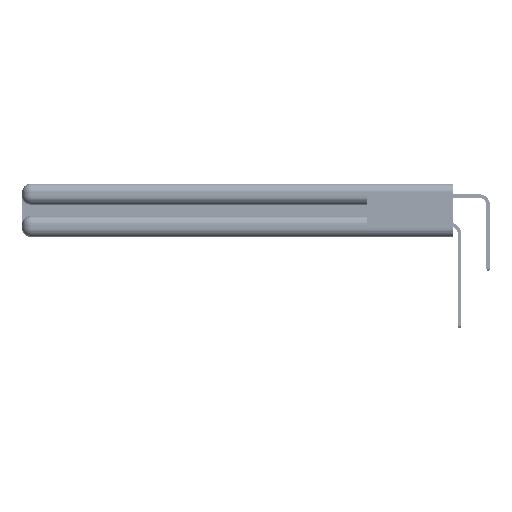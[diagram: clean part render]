
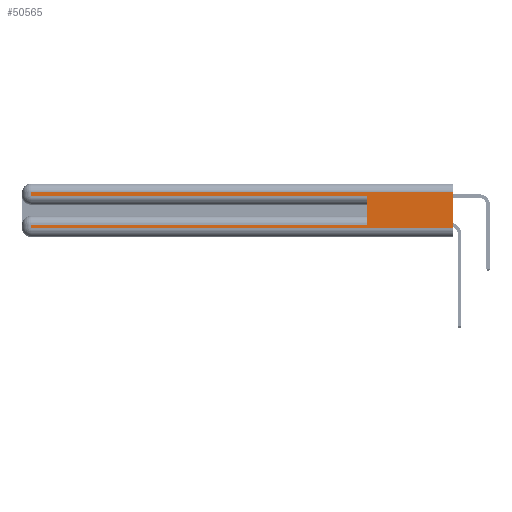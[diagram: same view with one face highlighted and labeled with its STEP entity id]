
A CAD part, left-side view. The second image highlights one B-rep face of the part: STEP entity #50565.
In plain terms, the highlighted planar face has unit normal (-1, 0, 0).
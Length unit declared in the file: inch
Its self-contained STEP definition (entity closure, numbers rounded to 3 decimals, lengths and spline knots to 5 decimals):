
#1548 = LINE ( 'NONE', #44028, #33909 ) ;
#1683 = VECTOR ( 'NONE', #25022, 39.37008 ) ;
#3031 = EDGE_CURVE ( 'NONE', #34394, #25231, #1548, .T. ) ;
#3270 = DIRECTION ( 'NONE',  ( 0., 0., -1. ) ) ;
#3851 = DIRECTION ( 'NONE',  ( 0., 0., -1. ) ) ;
#4043 = CARTESIAN_POINT ( 'NONE',  ( 0., 0., 0.06 ) ) ;
#4678 = ORIENTED_EDGE ( 'NONE', *, *, #11559, .F. ) ;
#6748 = VERTEX_POINT ( 'NONE', #40370 ) ;
#7095 = EDGE_CURVE ( 'NONE', #9173, #28550, #36792, .T. ) ;
#8833 = ORIENTED_EDGE ( 'NONE', *, *, #9687, .T. ) ;
#9173 = VERTEX_POINT ( 'NONE', #39922 ) ;
#9687 = EDGE_CURVE ( 'NONE', #22820, #6748, #30292, .T. ) ;
#11559 = EDGE_CURVE ( 'NONE', #22820, #56354, #54233, .T. ) ;
#12339 = ORIENTED_EDGE ( 'NONE', *, *, #20023, .T. ) ;
#16615 = VERTEX_POINT ( 'NONE', #54380 ) ;
#18646 = VECTOR ( 'NONE', #20083, 39.37008 ) ;
#20023 = EDGE_CURVE ( 'NONE', #16615, #56354, #26360, .T. ) ;
#20083 = DIRECTION ( 'NONE',  ( 0., 1., 0. ) ) ;
#20089 = DIRECTION ( 'NONE',  ( 0., 0., -1. ) ) ;
#20604 = ORIENTED_EDGE ( 'NONE', *, *, #25535, .T. ) ;
#21667 = VECTOR ( 'NONE', #28065, 39.37008 ) ;
#22064 = AXIS2_PLACEMENT_3D ( 'NONE', #55670, #29625, #3270 ) ;
#22820 = VERTEX_POINT ( 'NONE', #38315 ) ;
#23658 = VECTOR ( 'NONE', #3851, 39.37008 ) ;
#25022 = DIRECTION ( 'NONE',  ( 0., 1., 0. ) ) ;
#25086 = EDGE_LOOP ( 'NONE', ( #4678, #8833, #20604, #36365, #47871, #28828, #53310, #12339 ) ) ;
#25231 = VERTEX_POINT ( 'NONE', #49814 ) ;
#25535 = EDGE_CURVE ( 'NONE', #6748, #34394, #46854, .T. ) ;
#25687 = CARTESIAN_POINT ( 'NONE',  ( 0., 2.94, 0.37 ) ) ;
#26360 = LINE ( 'NONE', #4043, #49509 ) ;
#27907 = LINE ( 'NONE', #25687, #38163 ) ;
#28065 = DIRECTION ( 'NONE',  ( 0., 0., 1. ) ) ;
#28550 = VERTEX_POINT ( 'NONE', #33283 ) ;
#28828 = ORIENTED_EDGE ( 'NONE', *, *, #7095, .T. ) ;
#29625 = DIRECTION ( 'NONE',  ( 1., 0., 0. ) ) ;
#30116 = DIRECTION ( 'NONE',  ( 0., 0., -1. ) ) ;
#30292 = LINE ( 'NONE', #50538, #18646 ) ;
#32503 = VECTOR ( 'NONE', #20089, 39.37008 ) ;
#33283 = CARTESIAN_POINT ( 'NONE',  ( 0., 2.94, 0.085 ) ) ;
#33331 = LINE ( 'NONE', #41065, #21667 ) ;
#33909 = VECTOR ( 'NONE', #44213, 39.37008 ) ;
#34394 = VERTEX_POINT ( 'NONE', #55335 ) ;
#34624 = CARTESIAN_POINT ( 'NONE',  ( 0., 2.94, 0.37 ) ) ;
#34819 = DIRECTION ( 'NONE',  ( 0., -1., 0. ) ) ;
#36365 = ORIENTED_EDGE ( 'NONE', *, *, #3031, .T. ) ;
#36792 = LINE ( 'NONE', #55474, #1683 ) ;
#38163 = VECTOR ( 'NONE', #30116, 39.37008 ) ;
#38315 = CARTESIAN_POINT ( 'NONE',  ( 0., 0., 0.31 ) ) ;
#39444 = EDGE_CURVE ( 'NONE', #9173, #25231, #33331, .T. ) ;
#39922 = CARTESIAN_POINT ( 'NONE',  ( 0., 0.6, 0.085 ) ) ;
#40370 = CARTESIAN_POINT ( 'NONE',  ( 0., 2.94, 0.31 ) ) ;
#40715 = CARTESIAN_POINT ( 'NONE',  ( 0., 0., 0.06 ) ) ;
#41065 = CARTESIAN_POINT ( 'NONE',  ( 0., 0.6, 0.145 ) ) ;
#43447 = EDGE_CURVE ( 'NONE', #28550, #16615, #27907, .T. ) ;
#44028 = CARTESIAN_POINT ( 'NONE',  ( 0., 0., 0.285 ) ) ;
#44213 = DIRECTION ( 'NONE',  ( 0., -1., 0. ) ) ;
#46217 = FACE_OUTER_BOUND ( 'NONE', #25086, .T. ) ;
#46224 = CARTESIAN_POINT ( 'NONE',  ( 0., 0., 0.37 ) ) ;
#46854 = LINE ( 'NONE', #34624, #23658 ) ;
#46956 = PLANE ( 'NONE',  #22064 ) ;
#47871 = ORIENTED_EDGE ( 'NONE', *, *, #39444, .F. ) ;
#49509 = VECTOR ( 'NONE', #34819, 39.37008 ) ;
#49814 = CARTESIAN_POINT ( 'NONE',  ( 0., 0.6, 0.285 ) ) ;
#50538 = CARTESIAN_POINT ( 'NONE',  ( 0., 0., 0.31 ) ) ;
#50565 = ADVANCED_FACE ( 'NONE', ( #46217 ), #46956, .F. ) ;
#53310 = ORIENTED_EDGE ( 'NONE', *, *, #43447, .T. ) ;
#54233 = LINE ( 'NONE', #46224, #32503 ) ;
#54380 = CARTESIAN_POINT ( 'NONE',  ( 0., 2.94, 0.06 ) ) ;
#55335 = CARTESIAN_POINT ( 'NONE',  ( 0., 2.94, 0.285 ) ) ;
#55474 = CARTESIAN_POINT ( 'NONE',  ( 0., 0., 0.085 ) ) ;
#55670 = CARTESIAN_POINT ( 'NONE',  ( 0., 0., 0.37 ) ) ;
#56354 = VERTEX_POINT ( 'NONE', #40715 ) ;
